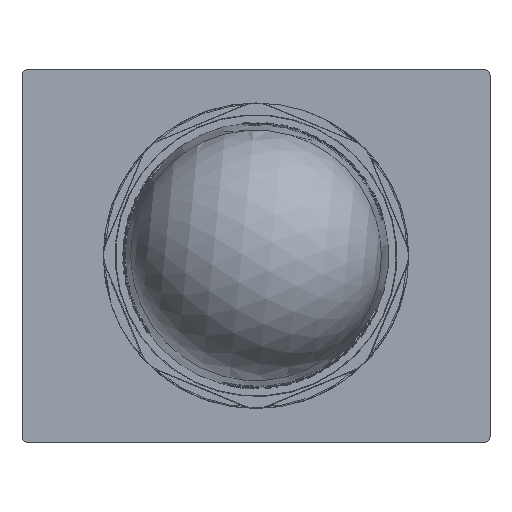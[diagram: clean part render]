
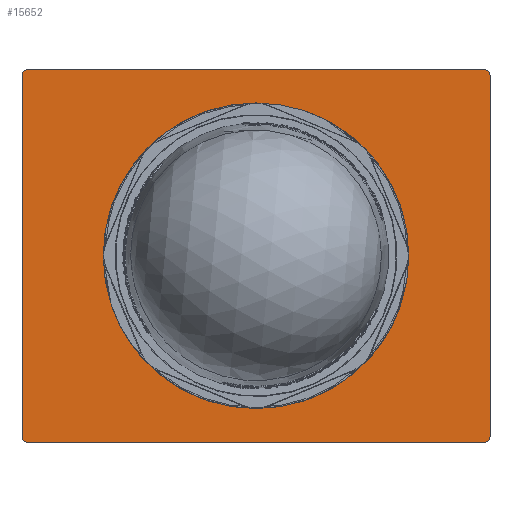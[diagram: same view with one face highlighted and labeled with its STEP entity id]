
A CAD part, top view. The second image highlights one B-rep face of the part: STEP entity #15652.
In plain terms, the highlighted planar face has unit normal (0, 0, 1).
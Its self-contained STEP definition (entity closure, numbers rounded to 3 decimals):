
#302=ELLIPSE('',#17389,0.501,0.5);
#304=ELLIPSE('',#17401,0.501,0.5);
#305=ELLIPSE('',#17404,0.501,0.5);
#306=ELLIPSE('',#17407,0.501,0.5);
#932=FACE_BOUND('',#3316,.T.);
#1498=PLANE('',#17413);
#2366=FACE_OUTER_BOUND('',#3315,.T.);
#3315=EDGE_LOOP('',(#14544,#14545,#14546,#14547,#14548,#14549,#14550,#14551));
#3316=EDGE_LOOP('',(#14552));
#4372=LINE('',#31681,#5426);
#4373=LINE('',#31683,#5427);
#4374=LINE('',#31685,#5428);
#4375=LINE('',#31686,#5429);
#5426=VECTOR('',#21935,10.);
#5427=VECTOR('',#21938,10.);
#5428=VECTOR('',#21941,10.);
#5429=VECTOR('',#21942,10.);
#6001=CIRCLE('',#17348,11.);
#7542=VERTEX_POINT('',#31408);
#7569=VERTEX_POINT('',#31514);
#7570=VERTEX_POINT('',#31515);
#7576=VERTEX_POINT('',#31649);
#7577=VERTEX_POINT('',#31650);
#7578=VERTEX_POINT('',#31658);
#7579=VERTEX_POINT('',#31659);
#7580=VERTEX_POINT('',#31667);
#7581=VERTEX_POINT('',#31668);
#9842=EDGE_CURVE('',#7542,#7542,#6001,.T.);
#9881=EDGE_CURVE('',#7569,#7570,#302,.T.);
#9897=EDGE_CURVE('',#7576,#7577,#304,.T.);
#9902=EDGE_CURVE('',#7578,#7579,#305,.T.);
#9907=EDGE_CURVE('',#7580,#7581,#306,.T.);
#9915=EDGE_CURVE('',#7579,#7580,#4372,.T.);
#9916=EDGE_CURVE('',#7577,#7578,#4373,.T.);
#9917=EDGE_CURVE('',#7570,#7576,#4374,.T.);
#9918=EDGE_CURVE('',#7581,#7569,#4375,.T.);
#14544=ORIENTED_EDGE('',*,*,#9907,.F.);
#14545=ORIENTED_EDGE('',*,*,#9915,.F.);
#14546=ORIENTED_EDGE('',*,*,#9902,.F.);
#14547=ORIENTED_EDGE('',*,*,#9916,.F.);
#14548=ORIENTED_EDGE('',*,*,#9897,.F.);
#14549=ORIENTED_EDGE('',*,*,#9917,.F.);
#14550=ORIENTED_EDGE('',*,*,#9881,.F.);
#14551=ORIENTED_EDGE('',*,*,#9918,.F.);
#14552=ORIENTED_EDGE('',*,*,#9842,.T.);
#15652=ADVANCED_FACE('',(#2366,#932),#1498,.T.);
#17348=AXIS2_PLACEMENT_3D('',#31409,#21771,#21772);
#17389=AXIS2_PLACEMENT_3D('',#31516,#21866,#21867);
#17401=AXIS2_PLACEMENT_3D('',#31651,#21898,#21899);
#17404=AXIS2_PLACEMENT_3D('',#31660,#21908,#21909);
#17407=AXIS2_PLACEMENT_3D('',#31669,#21918,#21919);
#17413=AXIS2_PLACEMENT_3D('',#31684,#21939,#21940);
#21771=DIRECTION('center_axis',(0.,0.,-1.));
#21772=DIRECTION('ref_axis',(1.,0.,0.));
#21866=DIRECTION('center_axis',(0.,0.,-1.));
#21867=DIRECTION('ref_axis',(-0.707,0.707,0.));
#21898=DIRECTION('center_axis',(0.,0.,-1.));
#21899=DIRECTION('ref_axis',(0.707,0.707,0.));
#21908=DIRECTION('center_axis',(0.,0.,-1.));
#21909=DIRECTION('ref_axis',(0.707,-0.707,0.));
#21918=DIRECTION('center_axis',(0.,0.,-1.));
#21919=DIRECTION('ref_axis',(-0.707,-0.707,0.));
#21935=DIRECTION('',(-1.,0.,0.));
#21938=DIRECTION('',(0.,-1.,0.));
#21939=DIRECTION('center_axis',(0.,0.,1.));
#21940=DIRECTION('ref_axis',(1.,0.,0.));
#21941=DIRECTION('',(1.,0.,0.));
#21942=DIRECTION('',(0.,1.,0.));
#31408=CARTESIAN_POINT('',(11.,-17.5,0.));
#31409=CARTESIAN_POINT('Origin',(22.,-17.5,0.));
#31514=CARTESIAN_POINT('',(0.,-0.5,0.));
#31515=CARTESIAN_POINT('',(0.5,0.,0.));
#31516=CARTESIAN_POINT('Origin',(0.5,-0.5,0.));
#31649=CARTESIAN_POINT('',(43.5,0.,0.));
#31650=CARTESIAN_POINT('',(44.,-0.5,0.));
#31651=CARTESIAN_POINT('Origin',(43.5,-0.5,0.));
#31658=CARTESIAN_POINT('',(44.,-34.5,0.));
#31659=CARTESIAN_POINT('',(43.5,-35.,0.));
#31660=CARTESIAN_POINT('Origin',(43.5,-34.5,0.));
#31667=CARTESIAN_POINT('',(0.5,-35.,0.));
#31668=CARTESIAN_POINT('',(0.,-34.5,0.));
#31669=CARTESIAN_POINT('Origin',(0.5,-34.5,0.));
#31681=CARTESIAN_POINT('',(44.,-35.,0.));
#31683=CARTESIAN_POINT('',(44.,0.,0.));
#31684=CARTESIAN_POINT('Origin',(22.,-17.5,0.));
#31685=CARTESIAN_POINT('',(0.,0.,0.));
#31686=CARTESIAN_POINT('',(0.,-35.,0.));
